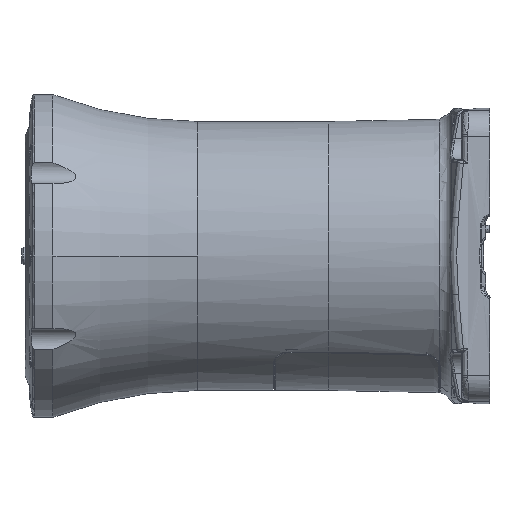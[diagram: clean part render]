
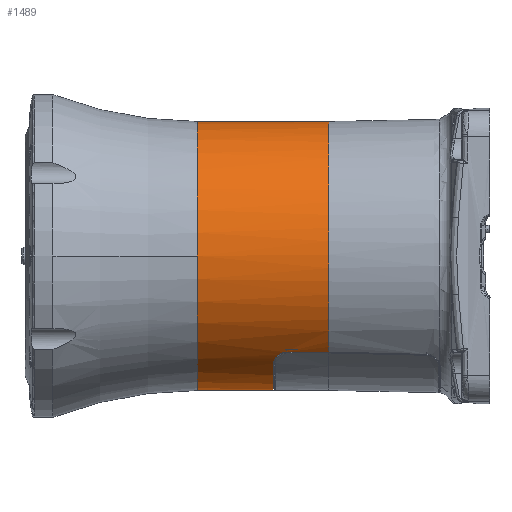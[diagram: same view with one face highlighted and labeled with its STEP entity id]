
A CAD part, left-side view. The second image highlights one B-rep face of the part: STEP entity #1489.
In plain terms, the highlighted cylindrical face has radius 100 mm (diameter 200 mm), a partial arc.
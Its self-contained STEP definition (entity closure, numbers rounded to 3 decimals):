
#1489=ADVANCED_FACE('1',(#2839),#27872,.T.);
#2839=FACE_OUTER_BOUND('',#20398,.T.);
#4189=B_SPLINE_CURVE_WITH_KNOTS('',3,(#28234,#28235,#28236,#28237,#28238,
#28239,#28240,#28241,#28242,#28243,#28244,#28245,#28246,#28247,#28248,#28249,
#28250),.UNSPECIFIED.,.F.,.U.,(4,1,1,1,1,1,1,1,1,1,1,1,1,1,4),(0.,0.071,
0.143,0.214,0.286,0.357,
0.429,0.5,0.571,0.643,0.714,
0.786,0.857,0.929,1.),.UNSPECIFIED.);
#4190=B_SPLINE_CURVE_WITH_KNOTS('',3,(#28254,#28255,#28256,#28257,#28258,
#28259,#28260,#28261,#28262,#28263,#28264,#28265,#28266,#28267,#28268),.UNSPECIFIED.,
 .F.,.U.,(4,1,1,1,1,1,1,1,1,1,1,1,4),(0.,0.122,0.25,
0.378,0.499,0.559,0.621,0.685,
0.75,0.814,0.878,0.94,
1.),.UNSPECIFIED.);
#5220=VECTOR('',#55843,56.618);
#5221=VECTOR('',#55846,31.);
#5222=VECTOR('',#55847,97.618);
#6403=LINE('',#28230,#5220);
#6404=LINE('',#28252,#5221);
#6405=LINE('',#28269,#5222);
#7586=ORIENTED_EDGE('',*,*,#14038,.F.);
#7587=ORIENTED_EDGE('',*,*,#14039,.F.);
#7588=ORIENTED_EDGE('',*,*,#14040,.T.);
#7589=ORIENTED_EDGE('',*,*,#14041,.T.);
#7590=ORIENTED_EDGE('',*,*,#14042,.T.);
#7591=ORIENTED_EDGE('',*,*,#14043,.F.);
#7592=ORIENTED_EDGE('',*,*,#14044,.F.);
#7593=ORIENTED_EDGE('',*,*,#14045,.T.);
#14038=EDGE_CURVE('7',#18410,#18411,#17266,.T.);
#14039=EDGE_CURVE('6',#18412,#18410,#17267,.T.);
#14040=EDGE_CURVE('5',#18412,#18413,#6403,.T.);
#14041=EDGE_CURVE('4',#18413,#18414,#17268,.T.);
#14042=EDGE_CURVE('3',#18414,#18415,#4189,.T.);
#14043=EDGE_CURVE('2',#18416,#18415,#6404,.T.);
#14044=EDGE_CURVE('3226',#18417,#18416,#4190,.T.);
#14045=EDGE_CURVE('1',#18417,#18411,#6405,.T.);
#17266=CIRCLE('',#61277,100.);
#17267=CIRCLE('',#61278,100.);
#17268=CIRCLE('',#61279,100.);
#18410=VERTEX_POINT('2',#28224);
#18411=VERTEX_POINT('1',#28225);
#18412=VERTEX_POINT('3',#28227);
#18413=VERTEX_POINT('4',#28229);
#18414=VERTEX_POINT('5',#28231);
#18415=VERTEX_POINT('6',#28233);
#18416=VERTEX_POINT('7',#28251);
#18417=VERTEX_POINT('8',#28253);
#20398=EDGE_LOOP('',(#7586,#7587,#7588,#7589,#7590,#7591,#7592,#7593));
#27872=CYLINDRICAL_SURFACE('',#61276,100.);
#28223=CARTESIAN_POINT('',(0.,119.95,0.));
#28224=CARTESIAN_POINT('',(-100.,217.618,0.));
#28225=CARTESIAN_POINT('',(16.875,217.618,98.566));
#28226=CARTESIAN_POINT('',(0.,217.618,0.));
#28227=CARTESIAN_POINT('',(16.875,217.618,-98.566));
#28228=CARTESIAN_POINT('',(0.,217.618,0.));
#28229=CARTESIAN_POINT('',(16.875,161.,-98.566));
#28230=CARTESIAN_POINT('',(16.875,217.618,-98.566));
#28231=CARTESIAN_POINT('',(-60.,161.,-80.));
#28232=CARTESIAN_POINT('',(0.,161.,0.));
#28233=CARTESIAN_POINT('',(-70.,151.,-71.414));
#28234=CARTESIAN_POINT('',(-60.,161.,-80.));
#28235=CARTESIAN_POINT('',(-60.431,161.,-79.677));
#28236=CARTESIAN_POINT('',(-61.288,160.945,-79.023));
#28237=CARTESIAN_POINT('',(-62.57,160.693,-78.012));
#28238=CARTESIAN_POINT('',(-63.806,160.278,-77.004));
#28239=CARTESIAN_POINT('',(-64.965,159.712,-76.028));
#28240=CARTESIAN_POINT('',(-66.017,159.019,-75.115));
#28241=CARTESIAN_POINT('',(-66.944,158.229,-74.29));
#28242=CARTESIAN_POINT('',(-67.735,157.371,-73.568));
#28243=CARTESIAN_POINT('',(-68.392,156.474,-72.957));
#28244=CARTESIAN_POINT('',(-68.921,155.558,-72.457));
#28245=CARTESIAN_POINT('',(-69.332,154.637,-72.063));
#28246=CARTESIAN_POINT('',(-69.639,153.719,-71.767));
#28247=CARTESIAN_POINT('',(-69.85,152.808,-71.561));
#28248=CARTESIAN_POINT('',(-69.973,151.902,-71.441));
#28249=CARTESIAN_POINT('',(-70.,151.3,-71.414));
#28250=CARTESIAN_POINT('',(-70.,151.,-71.414));
#28251=CARTESIAN_POINT('',(-70.,120.,-71.414));
#28252=CARTESIAN_POINT('',(-70.,120.,-71.414));
#28253=CARTESIAN_POINT('',(16.875,120.,98.566));
#28254=CARTESIAN_POINT('',(16.875,120.,98.566));
#28255=CARTESIAN_POINT('',(6.769,120.,100.296));
#28256=CARTESIAN_POINT('',(-14.663,120.,100.633));
#28257=CARTESIAN_POINT('',(-45.579,120.,90.997));
#28258=CARTESIAN_POINT('',(-71.82,120.,71.998));
#28259=CARTESIAN_POINT('',(-87.374,120.,50.497));
#28260=CARTESIAN_POINT('',(-95.329,120.,31.495));
#28261=CARTESIAN_POINT('',(-99.105,120.,16.227));
#28262=CARTESIAN_POINT('',(-100.441,120.,0.148));
#28263=CARTESIAN_POINT('',(-99.141,120.,-16.148));
#28264=CARTESIAN_POINT('',(-95.203,120.,-32.014));
#28265=CARTESIAN_POINT('',(-88.832,120.,-46.839));
#28266=CARTESIAN_POINT('',(-80.411,120.,-60.116));
#28267=CARTESIAN_POINT('',(-73.602,120.,-67.883));
#28268=CARTESIAN_POINT('',(-70.,120.,-71.414));
#28269=CARTESIAN_POINT('',(16.875,120.,98.566));
#55837=DIRECTION('',(0.169,0.,-0.986));
#55838=DIRECTION('',(0.,1.,0.));
#55839=DIRECTION('',(-1.,0.,0.));
#55840=DIRECTION('',(0.,1.,0.));
#55841=DIRECTION('',(0.169,0.,-0.986));
#55842=DIRECTION('',(0.,1.,0.));
#55843=DIRECTION('',(0.,-1.,0.));
#55844=DIRECTION('',(0.169,0.,-0.986));
#55845=DIRECTION('',(0.,1.,0.));
#55846=DIRECTION('',(0.,1.,0.));
#55847=DIRECTION('',(0.,1.,0.));
#61276=AXIS2_PLACEMENT_3D('',#28223,#55838,#55837);
#61277=AXIS2_PLACEMENT_3D('',#28226,#55840,#55839);
#61278=AXIS2_PLACEMENT_3D('',#28228,#55842,#55841);
#61279=AXIS2_PLACEMENT_3D('',#28232,#55845,#55844);
